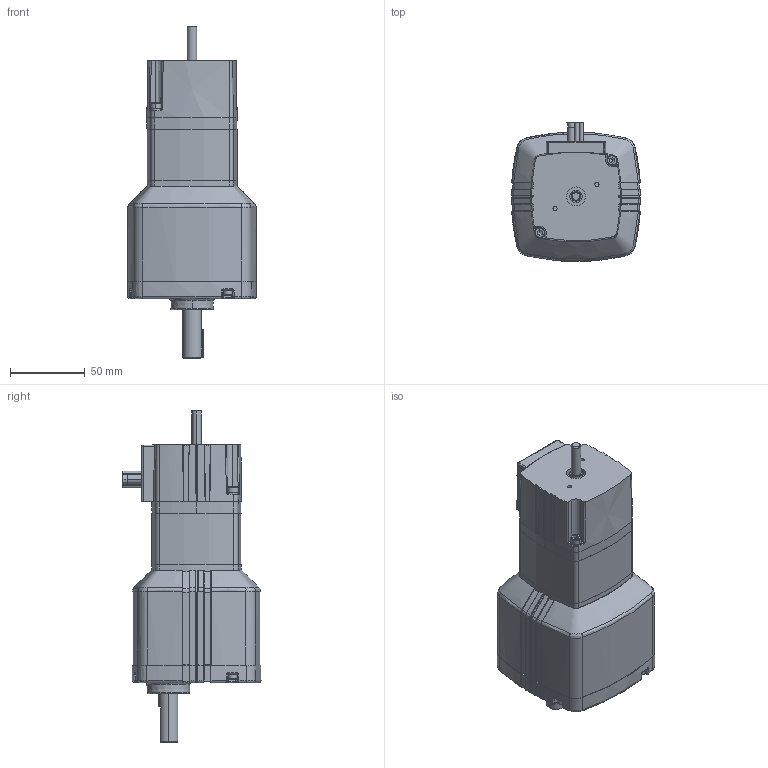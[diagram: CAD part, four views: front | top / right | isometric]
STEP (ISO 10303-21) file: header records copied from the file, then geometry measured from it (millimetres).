
FILE_DESCRIPTION (( 'STEP AP203' ), '1' );
FILE_NAME ('INFM0225.STEP', '2013-04-26T07:17:16', ( '' ), ( '' ), 'SwSTEP 2.0', 'SolidWorks 2012', '' );
FILE_SCHEMA (( 'CONFIG_CONTROL_DESIGN' ));
Length unit declared in the file: inch
Products named in the file (1): INFM0225
Bounding box: 86.5 x 92.34 x 221.64 mm (x, y, z)
Surface area: 79239.3 mm2 (no closed solid volume)
Topology: 0 solids, 34 shells, 719 faces, 2218 edges, 1445 vertices
Faces by surface type: bspline 189, cylinder 174, plane 146, cone 120, torus 88, sphere 2
Entity records: 32122 total; most frequent: CARTESIAN_POINT 14507, ORIENTED_EDGE 3657, DIRECTION 3322, EDGE_CURVE 2201, VERTEX_POINT 1445, AXIS2_PLACEMENT_3D 1387, CIRCLE 856, B_SPLINE_CURVE_WITH_KNOTS 763
